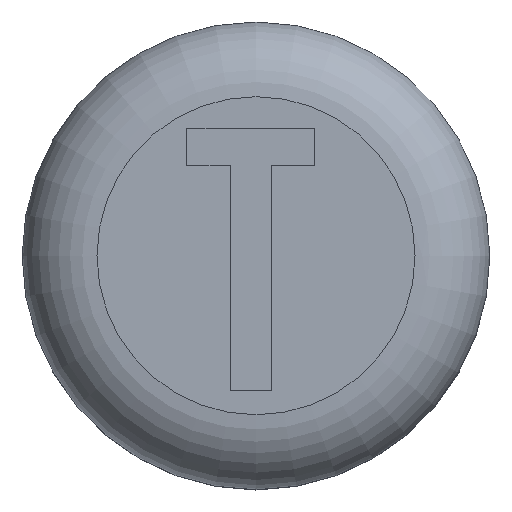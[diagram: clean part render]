
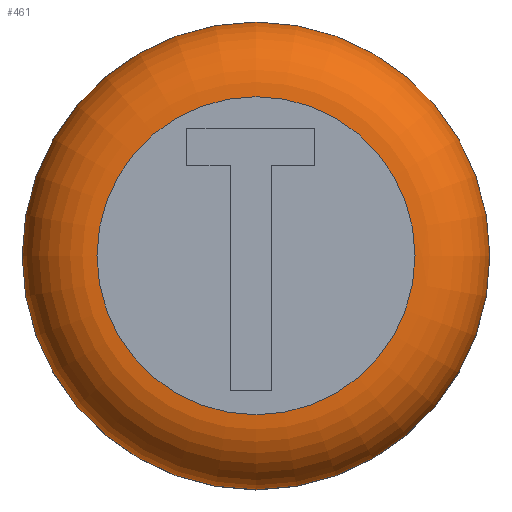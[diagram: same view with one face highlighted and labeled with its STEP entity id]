
A CAD part, top view. The second image highlights one B-rep face of the part: STEP entity #461.
In plain terms, the highlighted toroidal (fillet/blend) face has major radius 1.079 mm and minor radius 0.508 mm.
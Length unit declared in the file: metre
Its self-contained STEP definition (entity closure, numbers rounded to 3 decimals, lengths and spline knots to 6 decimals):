
#12=TOROIDAL_SURFACE('',#511,0.00108,0.000508);
#206=ORIENTED_EDGE('',*,*,#294,.F.);
#207=ORIENTED_EDGE('',*,*,#248,.F.);
#248=EDGE_CURVE('',#311,#311,#354,.T.);
#294=EDGE_CURVE('',#345,#345,#364,.F.);
#311=VERTEX_POINT('',#652);
#345=VERTEX_POINT('',#747);
#354=CIRCLE('',#485,0.00108);
#364=CIRCLE('',#510,0.001588);
#384=EDGE_LOOP('',(#206));
#385=EDGE_LOOP('',(#207));
#414=FACE_BOUND('',#384,.T.);
#415=FACE_BOUND('',#385,.T.);
#461=ADVANCED_FACE('',(#414,#415),#12,.T.);
#485=AXIS2_PLACEMENT_3D('',#651,#525,#526);
#510=AXIS2_PLACEMENT_3D('',#746,#611,#612);
#511=AXIS2_PLACEMENT_3D('',#748,#613,#614);
#525=DIRECTION('',(0.,0.,1.));
#526=DIRECTION('',(1.,0.,0.));
#611=DIRECTION('',(0.,0.,1.));
#612=DIRECTION('',(1.,0.,0.));
#613=DIRECTION('',(0.,0.,1.));
#614=DIRECTION('',(1.,0.,0.));
#651=CARTESIAN_POINT('',(0.,0.,0.007938));
#652=CARTESIAN_POINT('',(0.00108,0.,0.007938));
#746=CARTESIAN_POINT('',(0.,0.,0.00743));
#747=CARTESIAN_POINT('',(0.001588,0.,0.00743));
#748=CARTESIAN_POINT('',(0.,0.,0.00743));
